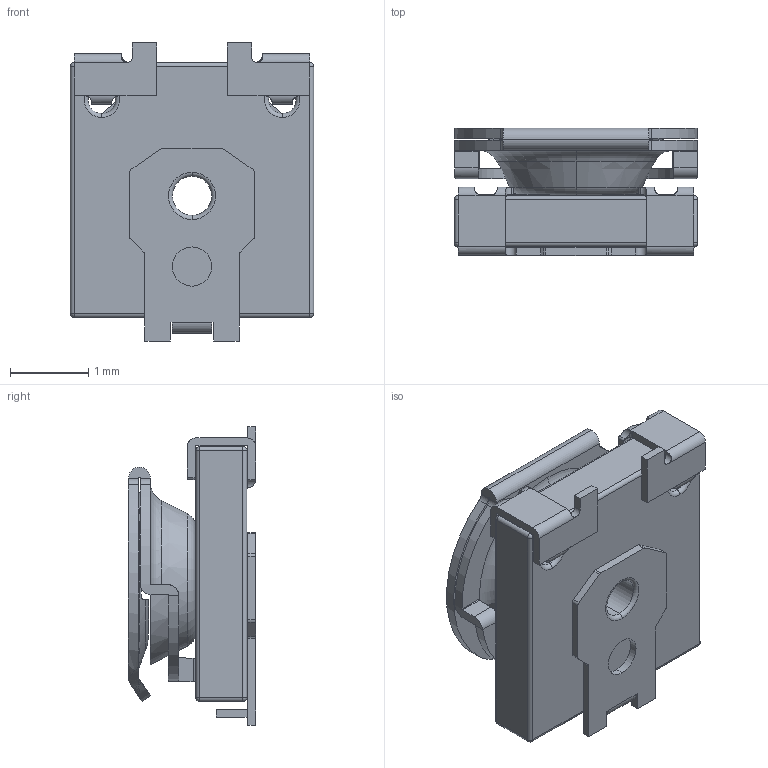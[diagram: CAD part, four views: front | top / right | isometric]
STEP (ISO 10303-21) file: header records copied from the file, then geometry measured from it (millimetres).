
FILE_DESCRIPTION (( 'STEP AP214' ), '1' );
FILE_NAME ('EVM3ESX50Bxx-Panasonic.STEP', '2018-05-02T15:17:02', ( '砐錪賧瘔蠈錪 Windows' ), ( '' ), 'SwSTEP 2.0', 'SolidWorks 2016', '' );
FILE_SCHEMA (( 'AUTOMOTIVE_DESIGN' ));
Length unit declared in the file: millimetre
Products named in the file (1): EVM3ESX50Bxx-Panasonic
Bounding box: 3.1 x 1.62 x 3.8 mm (x, y, z)
Volume: 8.7 mm3; surface area: 86.8 mm2
Topology: 6 solids, 6 shells, 386 faces, 1036 edges, 640 vertices
Faces by surface type: cylinder 149, plane 123, torus 45, bspline 25, sphere 24, cone 20
Entity records: 13641 total; most frequent: CARTESIAN_POINT 4253, ORIENTED_EDGE 2036, DIRECTION 1878, EDGE_CURVE 1018, AXIS2_PLACEMENT_3D 722, VERTEX_POINT 640, VECTOR 434, LINE 434
